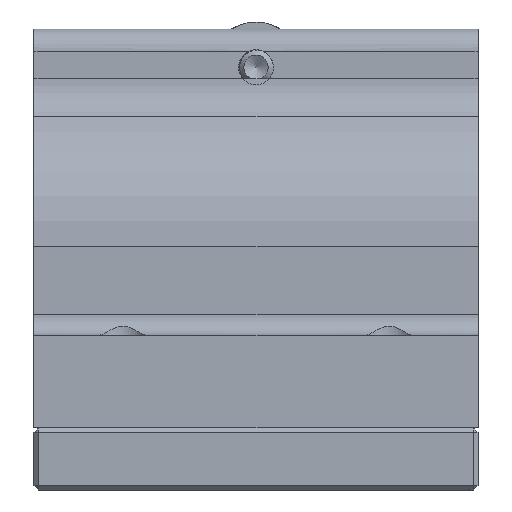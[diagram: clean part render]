
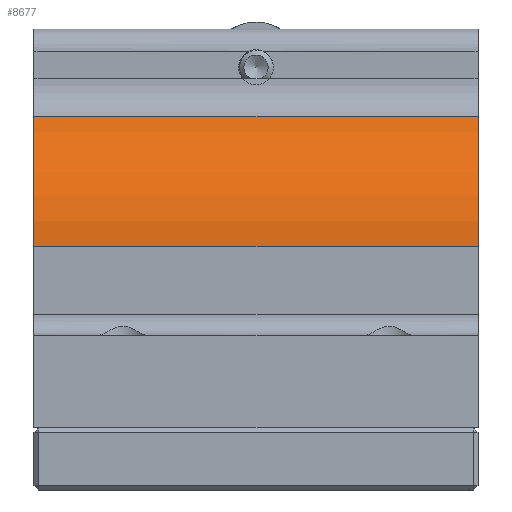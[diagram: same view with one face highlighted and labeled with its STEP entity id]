
A CAD part, left-side view. The second image highlights one B-rep face of the part: STEP entity #8677.
In plain terms, the highlighted cylindrical face has radius 22.098 mm (diameter 44.196 mm), a partial arc.
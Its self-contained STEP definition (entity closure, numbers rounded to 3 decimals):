
#861=FACE_OUTER_BOUND('',#1402,.T.);
#1402=EDGE_LOOP('',(#7269,#7270,#7271,#7272));
#1947=LINE('',#14915,#2462);
#1965=LINE('',#14947,#2480);
#2462=VECTOR('',#12017,1000.);
#2480=VECTOR('',#12063,1000.);
#3095=CIRCLE('',#9654,22.098);
#3103=CIRCLE('',#9663,22.098);
#3879=VERTEX_POINT('',#14867);
#3880=VERTEX_POINT('',#14869);
#3885=VERTEX_POINT('',#14885);
#3886=VERTEX_POINT('',#14887);
#5020=EDGE_CURVE('',#3879,#3880,#3095,.T.);
#5031=EDGE_CURVE('',#3885,#3886,#3103,.T.);
#5048=EDGE_CURVE('',#3885,#3880,#1947,.T.);
#5066=EDGE_CURVE('',#3886,#3879,#1965,.T.);
#7269=ORIENTED_EDGE('',*,*,#5020,.F.);
#7270=ORIENTED_EDGE('',*,*,#5066,.F.);
#7271=ORIENTED_EDGE('',*,*,#5031,.F.);
#7272=ORIENTED_EDGE('',*,*,#5048,.T.);
#7885=CYLINDRICAL_SURFACE('',#9688,22.098);
#8677=ADVANCED_FACE('',(#861),#7885,.T.);
#9654=AXIS2_PLACEMENT_3D('',#14870,#11967,#11968);
#9663=AXIS2_PLACEMENT_3D('',#14888,#11988,#11989);
#9688=AXIS2_PLACEMENT_3D('',#14948,#12064,#12065);
#11967=DIRECTION('center_axis',(0.,1.,0.));
#11968=DIRECTION('ref_axis',(0.,0.,
-1.));
#11988=DIRECTION('center_axis',(0.,-1.,0.));
#11989=DIRECTION('ref_axis',(-1.,0.,0.));
#12017=DIRECTION('',(0.,1.,0.));
#12063=DIRECTION('',(0.,1.,0.));
#12064=DIRECTION('center_axis',(0.,1.,0.));
#12065=DIRECTION('ref_axis',(0.,0.,
-1.));
#14867=CARTESIAN_POINT('',(-22.098,31.75,0.));
#14869=CARTESIAN_POINT('',(-11.838,31.75,18.66));
#14870=CARTESIAN_POINT('Origin',(0.,31.75,0.));
#14885=CARTESIAN_POINT('',(-11.838,-31.75,18.66));
#14887=CARTESIAN_POINT('',(-22.098,-31.75,0.));
#14888=CARTESIAN_POINT('Origin',(0.,-31.75,0.));
#14915=CARTESIAN_POINT('',(-11.838,-38.1,18.66));
#14947=CARTESIAN_POINT('',(-22.098,-38.1,0.));
#14948=CARTESIAN_POINT('Origin',(0.,-38.1,0.));
